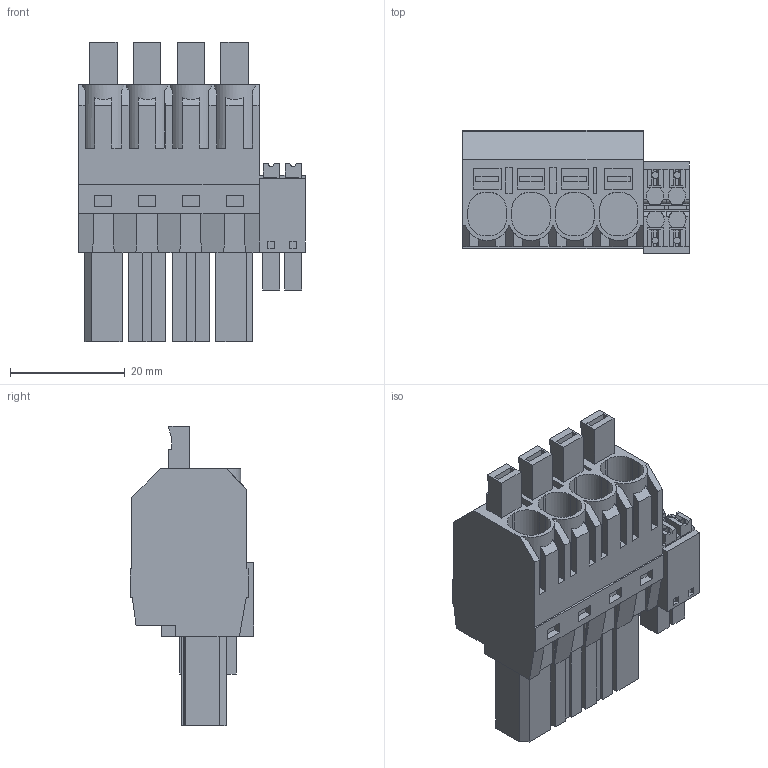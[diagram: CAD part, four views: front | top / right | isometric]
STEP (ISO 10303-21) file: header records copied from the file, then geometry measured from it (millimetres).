
FILE_DESCRIPTION(('CATIA V5 STEP Exchange','CAx-IF Rec.Pracs.--- Model Styling and Organization---1.4--- 2014-01-23'),'2;1');
FILE_NAME ('D1530254_1_1547560000_1547560000.stp','2023-09-07T12:38:34+00:00',('none'),('Weidmueller'),'CATIA Version 5-6 Release 2016 SP3 HF44','CATIA V5 STEP AP214','none');
FILE_SCHEMA(('AUTOMOTIVE_DESIGN { 1 0 10303 214 1 1 1 1 }'));
Length unit declared in the file: millimetre
Products named in the file (1): 1547560000
Bounding box: 39.41 x 21.53 x 52.11 mm (x, y, z)
Volume: 20067 mm3; surface area: 10542.4 mm2
Topology: 9 solids, 9 shells, 664 faces, 1842 edges, 1235 vertices
Faces by surface type: plane 608, cylinder 56
Entity records: 20108 total; most frequent: CARTESIAN_POINT 3976, ORIENTED_EDGE 3684, DIRECTION 2689, EDGE_CURVE 1842, VECTOR 1672, LINE 1672, VERTEX_POINT 1235, EDGE_LOOP 711
